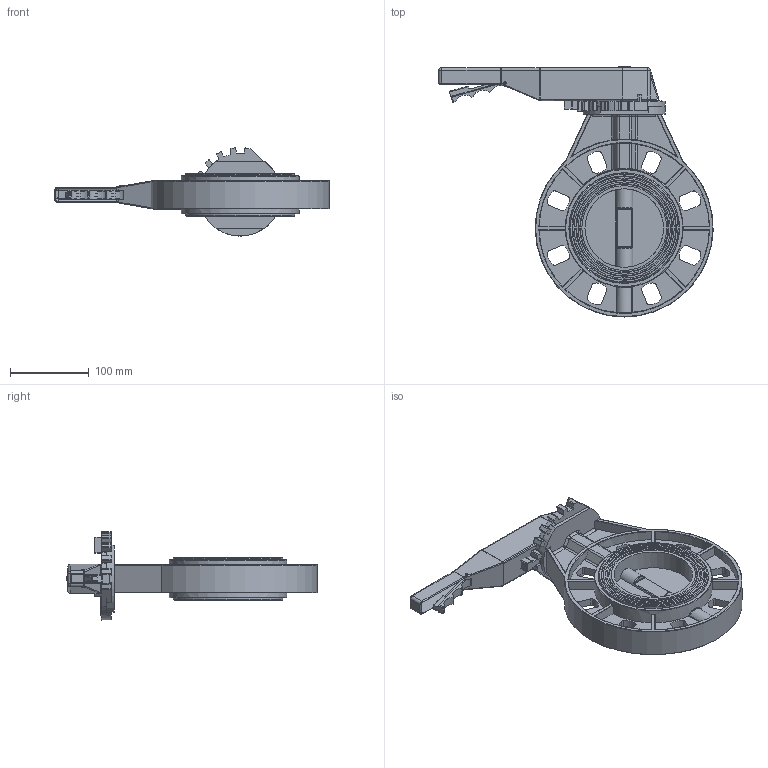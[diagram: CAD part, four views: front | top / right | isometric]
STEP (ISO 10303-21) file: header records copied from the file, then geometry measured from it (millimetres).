
FILE_DESCRIPTION(/* description */ (''),/* implementation_level */ '2;1');
FILE_NAME(/* name */ 'DN100_3D_STEP.stp',/* time_stamp */ '2025-09-09T23:24:22+03:00',/* author */ ('igorr'),/* organization */ (''),/* preprocessor_version */ 'ST-DEVELOPER v20',/* originating_system */ 'Autodesk Inventor 2025',/* authorisation */ '');
FILE_SCHEMA (('AUTOMOTIVE_DESIGN { 1 0 10303 214 3 1 1 }'));
Length unit declared in the file: millimetre
Products named in the file (3): Сборка1; Деталь1; Деталь2
Assembly tree (2 placements, depth 2):
  Сборка1
    Деталь1
    Деталь2
Bounding box: 349.22 x 318.36 x 112.16 mm (x, y, z)
Volume: 1160463.2 mm3; surface area: 335921.4 mm2
Topology: 4 solids, 4 shells, 948 faces, 2387 edges, 1484 vertices
Faces by surface type: plane 338, cylinder 267, bspline 261, torus 74, sphere 8
Full cylindrical faces by diameter (mm): 15 x1, 22 x2, 100 x2, 139.2 x1, 140 x1, 150 x2
Entity records: 35201 total; most frequent: CARTESIAN_POINT 12402, ORIENTED_EDGE 4770, DIRECTION 4298, EDGE_CURVE 2385, AXIS2_PLACEMENT_3D 1581, VERTEX_POINT 1484, LINE 1136, VECTOR 1136
